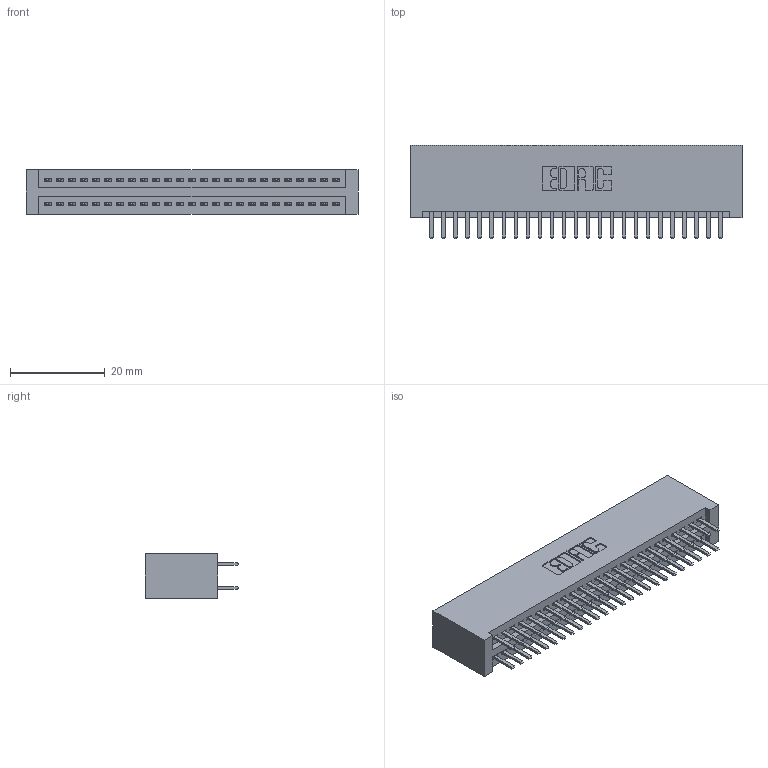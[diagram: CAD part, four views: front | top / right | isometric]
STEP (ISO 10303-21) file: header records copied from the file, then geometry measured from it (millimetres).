
FILE_DESCRIPTION(/* description */ (''),/* implementation_level */ '2;1');
FILE_NAME(/* name */ 'EDAC_395-050-520-201.step',/* time_stamp */ '2024-02-29T08:13:48-05:00',/* author */ (''),/* organization */ (''),/* preprocessor_version */ 'ST-DEVELOPER v20',/* originating_system */ 'Autodesk Translation Framework v12.14.0.127',/* authorisation */ '');
FILE_SCHEMA (('AUTOMOTIVE_DESIGN { 1 0 10303 214 3 1 1 }'));
Length unit declared in the file: inch
Products named in the file (3): EDAC_395-050-520-201; 345 Part_No Mounting Lugs; 345-292-001_345-293-120
Assembly tree (51 placements, depth 2):
  EDAC_395-050-520-201
    345 Part_No Mounting Lugs
    345-292-001_345-293-120  x50
Bounding box: 70.1 x 19.68 x 9.4 mm (x, y, z)
Volume: 7246 mm3; surface area: 10638.1 mm2
Topology: 51 solids, 51 shells, 2764 faces, 8005 edges, 5202 vertices
Faces by surface type: plane 1826, cylinder 938
Full cylindrical faces by diameter (mm): 1.626 x1
Entity records: 20188 total; most frequent: CARTESIAN_POINT 3618, ORIENTED_EDGE 3564, DIRECTION 3222, EDGE_CURVE 1782, LINE 1564, VECTOR 1564, VERTEX_POINT 1184, AXIS2_PLACEMENT_3D 829
